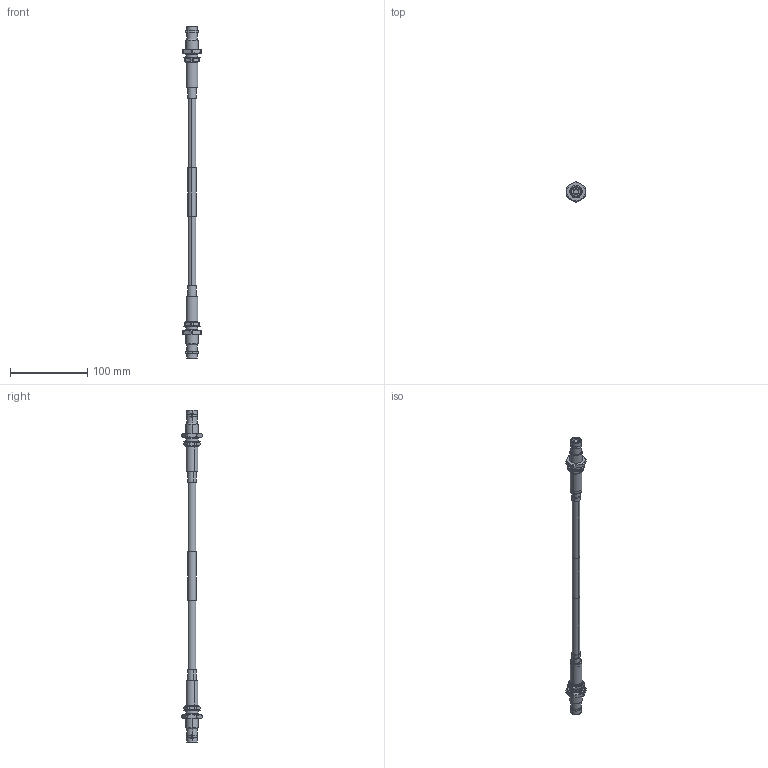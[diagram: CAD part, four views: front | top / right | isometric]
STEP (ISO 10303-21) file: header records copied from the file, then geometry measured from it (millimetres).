
FILE_DESCRIPTION (( 'STEP AP214' ), '1' );
FILE_NAME ('FMCA9768_3D.step', '2023-06-26T12:08:55', ( '' ), ( '' ), 'SwSTEP 2.0', 'SolidWorks 2022', '' );
FILE_SCHEMA (( 'AUTOMOTIVE_DESIGN' ));
Length unit declared in the file: inch
Products named in the file (8): FMCA9768_3D; FMCN45843; heat shrink-230180FM_conn 3; N8105-7_2; RG213-PROD_RG213_GID 230180; 20KV8500-4; 20KV-8105-0213; N8105-8
Assembly tree (9 placements, depth 3):
  FMCA9768_3D
    RG213-PROD_RG213_GID 230180
    FMCN45843  x2
      20KV-8105-0213
      N8105-7_2
      N8105-8
      20KV8500-4
    heat shrink-230180FM_conn 3  x2
Bounding box: 23.85 x 26.59 x 430.9 mm (x, y, z)
Volume: 46383 mm3; surface area: 35854.7 mm2
Topology: 11 solids, 11 shells, 450 faces, 1094 edges, 684 vertices
Faces by surface type: cylinder 186, plane 138, cone 68, bspline 42, torus 16
Entity records: 7668 total; most frequent: CARTESIAN_POINT 1826, DIRECTION 1181, ORIENTED_EDGE 1112, EDGE_CURVE 556, AXIS2_PLACEMENT_3D 475, VERTEX_POINT 348, CIRCLE 253, EDGE_LOOP 248
